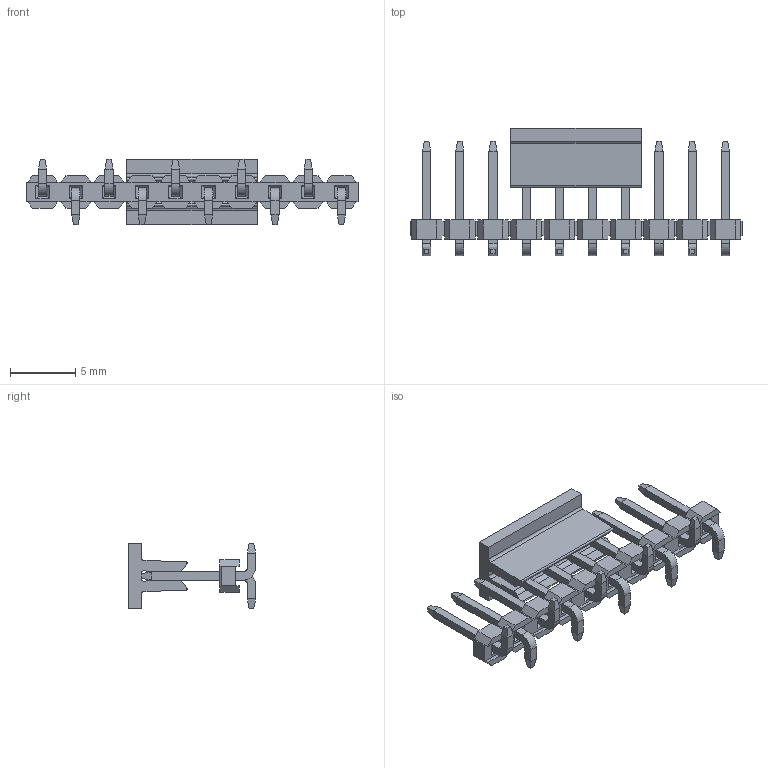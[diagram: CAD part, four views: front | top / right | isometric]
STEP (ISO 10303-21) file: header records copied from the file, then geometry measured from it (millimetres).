
FILE_DESCRIPTION( ('This file contains a STEP AP42 implementation' ,'as created by ZW3D STEP Interface translator.') ,'2;1' );
FILE_NAME( '1115-11XXXXMXXXXXXX(淏褐弇).stp' ,'23 327.152945', (''), ('ZWCAD Software Co.'), 'Version 1.0', 'ZW3D to STEP translator', '' );
FILE_SCHEMA(('AUTOMOTIVE_DESIGN { 1 0 10303 214 1 1 1 1 }'));
Length unit declared in the file: millimetre
Products named in the file (2): 0; 1115-1120XXM130XXXX(淏褐弇)
Bounding box: 25.4 x 9.74 x 5 mm (x, y, z)
Volume: 213.2 mm3; surface area: 778.6 mm2
Topology: 12 solids, 12 shells, 488 faces, 1192 edges, 728 vertices
Faces by surface type: plane 460, cylinder 28
Entity records: 14355 total; most frequent: CARTESIAN_POINT 2409, ORIENTED_EDGE 2384, DIRECTION 2226, EDGE_CURVE 1192, VECTOR 1136, LINE 1136, VERTEX_POINT 728, AXIS2_PLACEMENT_3D 545
